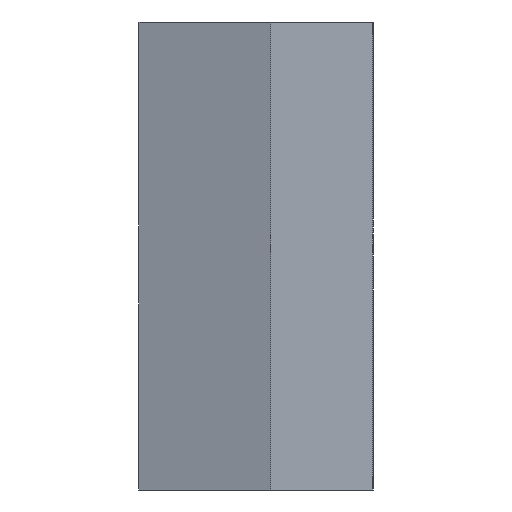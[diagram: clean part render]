
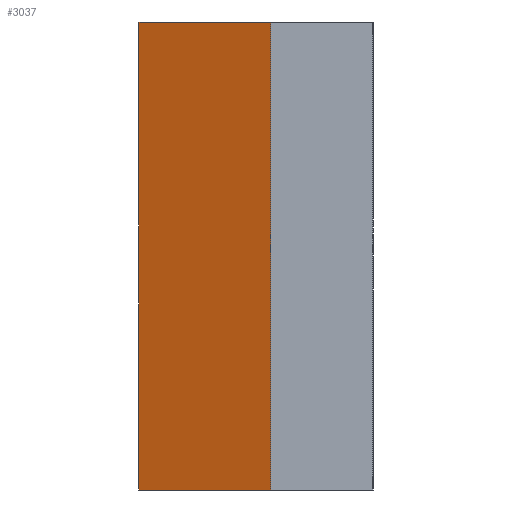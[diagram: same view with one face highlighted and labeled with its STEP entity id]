
A CAD part, left-side view. The second image highlights one B-rep face of the part: STEP entity #3037.
In plain terms, the highlighted planar face has unit normal (-0.94, 0.342, 0).
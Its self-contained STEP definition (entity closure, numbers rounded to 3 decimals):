
#55=PLANE('',#3245);
#210=FACE_OUTER_BOUND('',#365,.T.);
#365=EDGE_LOOP('',(#2233,#2234,#2235,#2236));
#546=LINE('',#4359,#960);
#547=LINE('',#4362,#961);
#548=LINE('',#4364,#962);
#549=LINE('',#4365,#963);
#960=VECTOR('',#3559,10.);
#961=VECTOR('',#3562,10.);
#962=VECTOR('',#3563,10.);
#963=VECTOR('',#3564,10.);
#1411=VERTEX_POINT('',#4353);
#1413=VERTEX_POINT('',#4357);
#1414=VERTEX_POINT('',#4361);
#1415=VERTEX_POINT('',#4363);
#1737=EDGE_CURVE('',#1411,#1413,#546,.T.);
#1738=EDGE_CURVE('',#1411,#1414,#547,.T.);
#1739=EDGE_CURVE('',#1415,#1413,#548,.T.);
#1740=EDGE_CURVE('',#1414,#1415,#549,.T.);
#2233=ORIENTED_EDGE('',*,*,#1738,.F.);
#2234=ORIENTED_EDGE('',*,*,#1737,.T.);
#2235=ORIENTED_EDGE('',*,*,#1739,.F.);
#2236=ORIENTED_EDGE('',*,*,#1740,.F.);
#3037=ADVANCED_FACE('',(#210),#55,.T.);
#3245=AXIS2_PLACEMENT_3D('',#4360,#3560,#3561);
#3559=DIRECTION('',(0.,0.,1.));
#3560=DIRECTION('center_axis',(-0.94,0.342,0.));
#3561=DIRECTION('ref_axis',(-0.342,-0.94,0.));
#3562=DIRECTION('',(0.342,0.94,0.));
#3563=DIRECTION('',(-0.342,-0.94,0.));
#3564=DIRECTION('',(0.,0.,1.));
#4353=CARTESIAN_POINT('',(192.62,145.669,0.));
#4357=CARTESIAN_POINT('',(192.62,145.669,16.));
#4359=CARTESIAN_POINT('',(192.62,145.669,0.));
#4360=CARTESIAN_POINT('Origin',(194.258,150.169,0.));
#4361=CARTESIAN_POINT('',(194.258,150.169,0.));
#4362=CARTESIAN_POINT('',(192.62,145.669,0.));
#4363=CARTESIAN_POINT('',(194.258,150.169,16.));
#4364=CARTESIAN_POINT('',(192.62,145.669,16.));
#4365=CARTESIAN_POINT('',(194.258,150.169,0.));
